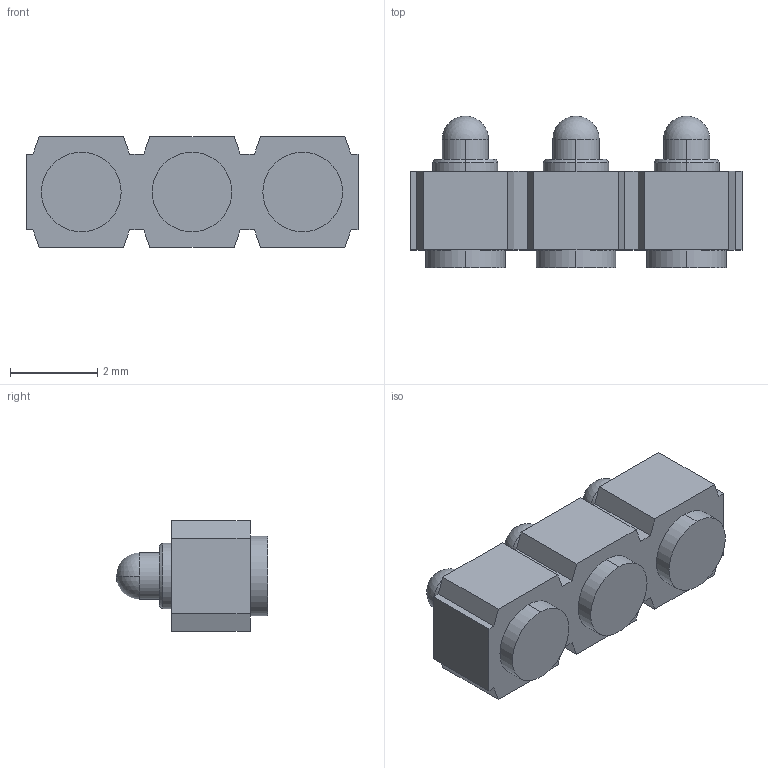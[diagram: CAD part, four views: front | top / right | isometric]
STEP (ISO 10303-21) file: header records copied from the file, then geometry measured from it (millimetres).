
FILE_DESCRIPTION (( 'STEP AP214' ), '1' );
FILE_NAME ('mill-max-811-22-003-30-000101.STEP', '2019-12-06T16:09:40', ( '' ), ( '' ), 'SwSTEP 2.0', 'SolidWorks 2019', '' );
FILE_SCHEMA (( 'AUTOMOTIVE_DESIGN' ));
Length unit declared in the file: inch
Products named in the file (3): P3XX-18-011-00-090000_P303-18-011-00-090000; 0900_default; mill-max-811-22-003-30-000101
Assembly tree (4 placements, depth 2):
  mill-max-811-22-003-30-000101
    P3XX-18-011-00-090000_P303-18-011-00-090000
    0900_default  x3
Bounding box: 7.62 x 3.48 x 2.54 mm (x, y, z)
Volume: 38.7 mm3; surface area: 151.2 mm2
Topology: 4 solids, 4 shells, 90 faces, 216 edges, 137 vertices
Faces by surface type: plane 42, cylinder 30, cone 12, sphere 6
Entity records: 1786 total; most frequent: DIRECTION 296, CARTESIAN_POINT 290, ORIENTED_EDGE 276, EDGE_CURVE 138, VECTOR 102, LINE 102, AXIS2_PLACEMENT_3D 97, VERTEX_POINT 91
